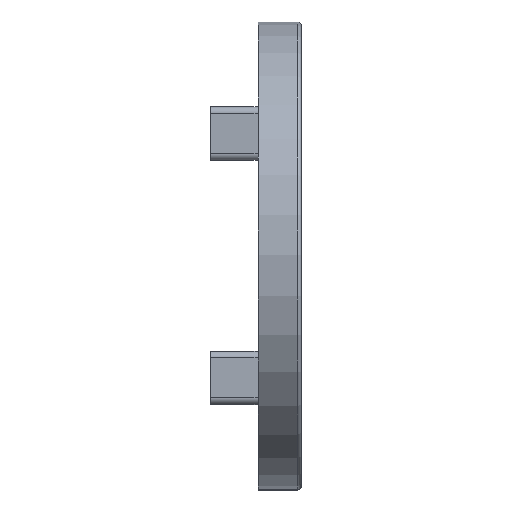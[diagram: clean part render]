
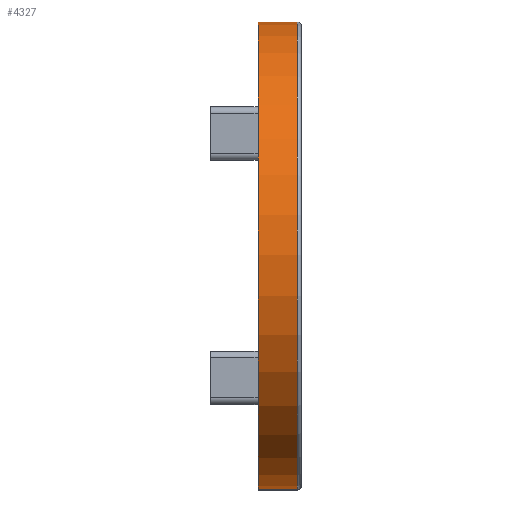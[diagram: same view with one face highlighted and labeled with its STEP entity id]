
A CAD part, top view. The second image highlights one B-rep face of the part: STEP entity #4327.
In plain terms, the highlighted cylindrical face has radius 17.25 mm (diameter 34.5 mm), a partial arc.
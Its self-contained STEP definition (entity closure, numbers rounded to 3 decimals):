
#533 = ORIENTED_EDGE ( 'NONE', *, *, #21107, .T. ) ;
#1460 = VERTEX_POINT ( 'NONE', #16985 ) ;
#1700 = LINE ( 'NONE', #11572, #17497 ) ;
#2444 = EDGE_CURVE ( 'NONE', #5249, #15725, #11109, .T. ) ;
#2592 = AXIS2_PLACEMENT_3D ( 'NONE', #21945, #11244, #16656 ) ;
#3034 = DIRECTION ( 'NONE',  ( -1., 0., 0. ) ) ;
#3129 = ORIENTED_EDGE ( 'NONE', *, *, #2444, .T. ) ;
#4327 = ADVANCED_FACE ( 'NONE', ( #20700 ), #8531, .T. ) ;
#4499 = CARTESIAN_POINT ( 'NONE',  ( 2.9, 17.25, 20.25 ) ) ;
#4984 = VERTEX_POINT ( 'NONE', #4499 ) ;
#5249 = VERTEX_POINT ( 'NONE', #21425 ) ;
#5529 = LINE ( 'NONE', #22144, #19652 ) ;
#6384 = CARTESIAN_POINT ( 'NONE',  ( 0., 0., 20.25 ) ) ;
#6439 = AXIS2_PLACEMENT_3D ( 'NONE', #6384, #9847, #20277 ) ;
#8531 = CYLINDRICAL_SURFACE ( 'NONE', #21390, 17.25 ) ;
#9847 = DIRECTION ( 'NONE',  ( 1., 0., 0. ) ) ;
#9867 = DIRECTION ( 'NONE',  ( -1., 0., 0. ) ) ;
#11109 = CIRCLE ( 'NONE', #6439, 17.25 ) ;
#11244 = DIRECTION ( 'NONE',  ( -1., 0., 0. ) ) ;
#11572 = CARTESIAN_POINT ( 'NONE',  ( 3.2, -17.25, 20.25 ) ) ;
#13541 = CARTESIAN_POINT ( 'NONE',  ( 3.2, 0., 20.25 ) ) ;
#14311 = EDGE_CURVE ( 'NONE', #1460, #4984, #18997, .T. ) ;
#14840 = EDGE_LOOP ( 'NONE', ( #17210, #15439, #533, #3129 ) ) ;
#15083 = CARTESIAN_POINT ( 'NONE',  ( 0., -17.25, 20.25 ) ) ;
#15439 = ORIENTED_EDGE ( 'NONE', *, *, #14311, .T. ) ;
#15725 = VERTEX_POINT ( 'NONE', #15083 ) ;
#16656 = DIRECTION ( 'NONE',  ( 0., 0., -1. ) ) ;
#16985 = CARTESIAN_POINT ( 'NONE',  ( 2.9, -17.25, 20.25 ) ) ;
#17210 = ORIENTED_EDGE ( 'NONE', *, *, #17859, .F. ) ;
#17497 = VECTOR ( 'NONE', #3034, 1000. ) ;
#17859 = EDGE_CURVE ( 'NONE', #1460, #15725, #1700, .T. ) ;
#18939 = DIRECTION ( 'NONE',  ( 0., 0., 1. ) ) ;
#18997 = CIRCLE ( 'NONE', #2592, 17.25 ) ;
#19652 = VECTOR ( 'NONE', #20523, 1000. ) ;
#20277 = DIRECTION ( 'NONE',  ( 0., 0., -1. ) ) ;
#20523 = DIRECTION ( 'NONE',  ( -1., 0., 0. ) ) ;
#20700 = FACE_OUTER_BOUND ( 'NONE', #14840, .T. ) ;
#21107 = EDGE_CURVE ( 'NONE', #4984, #5249, #5529, .T. ) ;
#21390 = AXIS2_PLACEMENT_3D ( 'NONE', #13541, #9867, #18939 ) ;
#21425 = CARTESIAN_POINT ( 'NONE',  ( 0., 17.25, 20.25 ) ) ;
#21945 = CARTESIAN_POINT ( 'NONE',  ( 2.9, 0., 20.25 ) ) ;
#22144 = CARTESIAN_POINT ( 'NONE',  ( 3.2, 17.25, 20.25 ) ) ;
